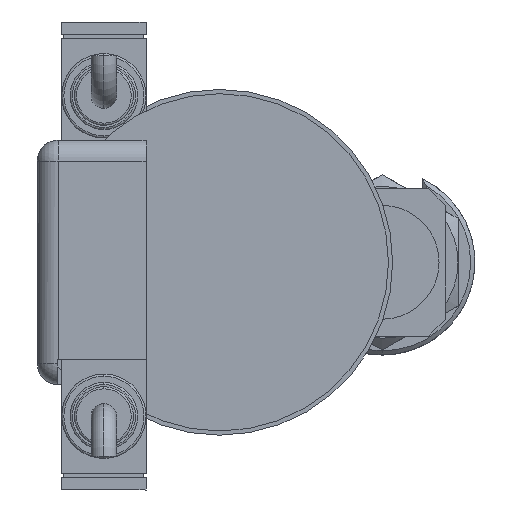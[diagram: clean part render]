
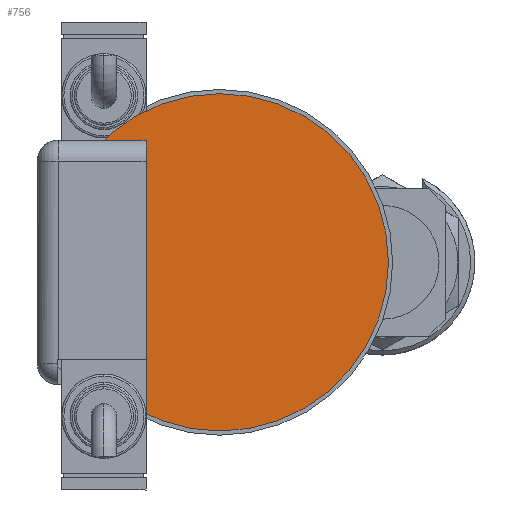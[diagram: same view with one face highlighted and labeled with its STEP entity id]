
A CAD part, left-side view. The second image highlights one B-rep face of the part: STEP entity #756.
In plain terms, the highlighted face is planar.
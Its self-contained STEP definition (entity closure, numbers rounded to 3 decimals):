
#756 = ADVANCED_FACE ( 'NONE', ( #2807 ), #10644, .F. ) ;
#1103 = DIRECTION ( 'NONE',  ( 0., 0., 1. ) ) ;
#2807 = FACE_OUTER_BOUND ( 'NONE', #14874, .T. ) ;
#3927 = DIRECTION ( 'NONE',  ( 1., 0., 0. ) ) ;
#6030 = ORIENTED_EDGE ( 'NONE', *, *, #20056, .F. ) ;
#7695 = CARTESIAN_POINT ( 'NONE',  ( -40., 0., 0. ) ) ;
#7845 = CIRCLE ( 'NONE', #23812, 40. ) ;
#8017 = VERTEX_POINT ( 'NONE', #19801 ) ;
#8936 = DIRECTION ( 'NONE',  ( 1., 0., 0. ) ) ;
#10644 = PLANE ( 'NONE',  #18310 ) ;
#14874 = EDGE_LOOP ( 'NONE', ( #17739, #6030 ) ) ;
#16643 = DIRECTION ( 'NONE',  ( 0., 0., 1. ) ) ;
#17728 = AXIS2_PLACEMENT_3D ( 'NONE', #23150, #21496, #3927 ) ;
#17739 = ORIENTED_EDGE ( 'NONE', *, *, #24502, .F. ) ;
#18310 = AXIS2_PLACEMENT_3D ( 'NONE', #24347, #16643, #24467 ) ;
#18816 = CARTESIAN_POINT ( 'NONE',  ( 0., 0., 0. ) ) ;
#19801 = CARTESIAN_POINT ( 'NONE',  ( 40., 0., 0. ) ) ;
#20056 = EDGE_CURVE ( 'NONE', #8017, #21818, #7845, .T. ) ;
#21496 = DIRECTION ( 'NONE',  ( 0., 0., 1. ) ) ;
#21789 = CIRCLE ( 'NONE', #17728, 40. ) ;
#21818 = VERTEX_POINT ( 'NONE', #7695 ) ;
#23150 = CARTESIAN_POINT ( 'NONE',  ( 0., 0., 0. ) ) ;
#23812 = AXIS2_PLACEMENT_3D ( 'NONE', #18816, #1103, #8936 ) ;
#24347 = CARTESIAN_POINT ( 'NONE',  ( 0., 0., 0. ) ) ;
#24467 = DIRECTION ( 'NONE',  ( 1., 0., 0. ) ) ;
#24502 = EDGE_CURVE ( 'NONE', #21818, #8017, #21789, .T. ) ;
